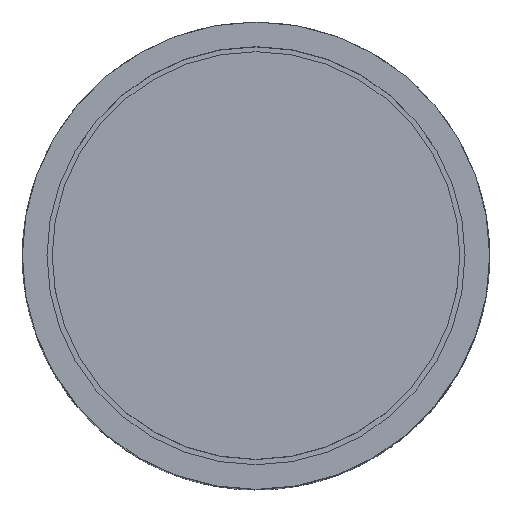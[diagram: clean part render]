
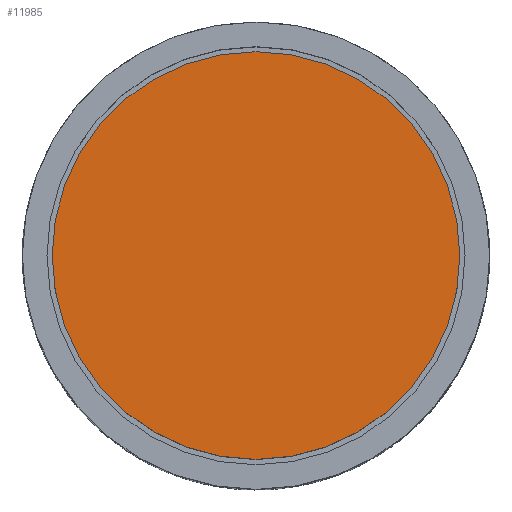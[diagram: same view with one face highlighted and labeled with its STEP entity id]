
A CAD part, top view. The second image highlights one B-rep face of the part: STEP entity #11985.
In plain terms, the highlighted planar face has unit normal (0, 0, 1).
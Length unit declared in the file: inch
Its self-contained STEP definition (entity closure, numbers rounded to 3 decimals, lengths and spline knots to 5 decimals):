
#3045=FACE_OUTER_BOUND('',#3693,.T.);
#3693=EDGE_LOOP('',(#7823));
#4385=CIRCLE('',#12656,0.30906);
#4759=VERTEX_POINT('',#16992);
#5976=EDGE_CURVE('',#4759,#4759,#4385,.T.);
#7823=ORIENTED_EDGE('',*,*,#5976,.F.);
#11516=PLANE('',#12655);
#11985=ADVANCED_FACE('',(#3045),#11516,.T.);
#12655=AXIS2_PLACEMENT_3D('',#16991,#13660,#13661);
#12656=AXIS2_PLACEMENT_3D('',#16993,#13662,#13663);
#13660=DIRECTION('center_axis',(0.,0.,1.));
#13661=DIRECTION('ref_axis',(-1.,0.,0.));
#13662=DIRECTION('center_axis',(0.,0.,-1.));
#13663=DIRECTION('ref_axis',(0.,-1.,0.));
#16991=CARTESIAN_POINT('Origin',(0.,-0.15453,1.06693));
#16992=CARTESIAN_POINT('',(0.,0.30906,1.06693));
#16993=CARTESIAN_POINT('Origin',(0.,0.,1.06693));
